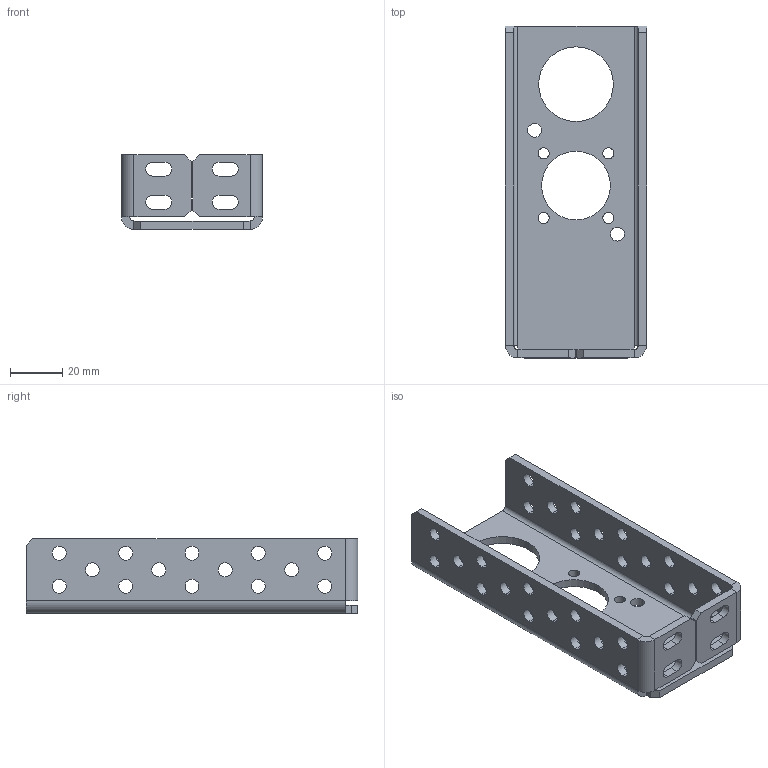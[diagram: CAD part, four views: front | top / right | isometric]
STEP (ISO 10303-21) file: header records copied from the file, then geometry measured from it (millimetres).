
FILE_DESCRIPTION (( 'STEP AP214' ), '1' );
FILE_NAME ('am-3311 Intake Motor Mount Bracket Rev2.STEP', '2015-11-30T16:14:15', ( '' ), ( '' ), 'SwSTEP 2.0', 'SolidWorks 2014', '' );
FILE_SCHEMA (( 'AUTOMOTIVE_DESIGN' ));
Length unit declared in the file: inch
Products named in the file (1): am-3311 Intake Motor Mount Bracket Rev2
Bounding box: 53.98 x 127 x 28.57 mm (x, y, z)
Volume: 37588.8 mm3; surface area: 28079.3 mm2
Topology: 1 solids, 1 shells, 140 faces, 382 edges, 244 vertices
Faces by surface type: cylinder 92, plane 48
Entity records: 4674 total; most frequent: DIRECTION 848, CARTESIAN_POINT 767, ORIENTED_EDGE 764, EDGE_CURVE 382, AXIS2_PLACEMENT_3D 325, VERTEX_POINT 244, EDGE_LOOP 220, VECTOR 198
